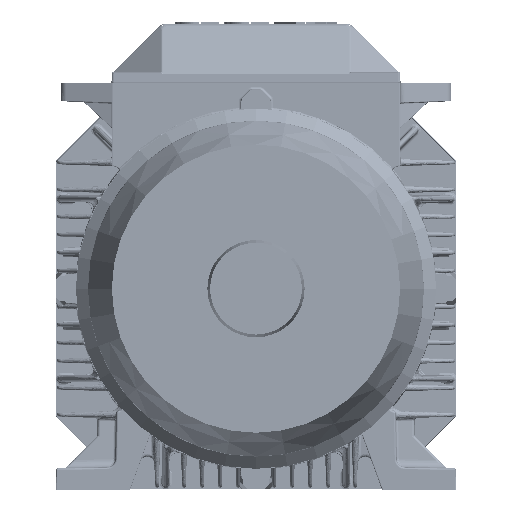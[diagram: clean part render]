
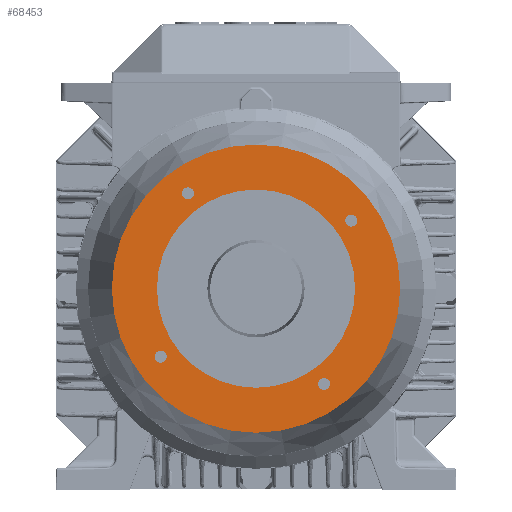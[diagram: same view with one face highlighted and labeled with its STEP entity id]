
A CAD part, left-side view. The second image highlights one B-rep face of the part: STEP entity #68453.
In plain terms, the highlighted planar face has unit normal (-1, 0, 0).
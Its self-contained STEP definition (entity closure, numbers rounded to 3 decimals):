
#701=FACE_BOUND('',#79079,.T.);
#702=FACE_BOUND('',#79080,.T.);
#703=FACE_BOUND('',#79081,.T.);
#704=FACE_BOUND('',#79082,.T.);
#705=FACE_BOUND('',#79083,.T.);
#706=FACE_BOUND('',#79084,.T.);
#8227=CIRCLE('',#169934,3.324);
#8228=CIRCLE('',#169936,3.324);
#8231=CIRCLE('',#169941,3.324);
#8232=CIRCLE('',#169943,3.324);
#8235=CIRCLE('',#169948,3.324);
#8236=CIRCLE('',#169950,3.324);
#8239=CIRCLE('',#169955,3.324);
#8240=CIRCLE('',#169957,3.324);
#8259=CIRCLE('',#169983,80.);
#8260=CIRCLE('',#169985,80.);
#8261=CIRCLE('',#169987,55.);
#8262=CIRCLE('',#169988,55.);
#68453=ADVANCED_FACE('',(#701,#702,#703,#704,#705,#706),#69342,.T.);
#69342=PLANE('',#169989);
#79079=EDGE_LOOP('',(#102355,#102356));
#79080=EDGE_LOOP('',(#102357,#102358));
#79081=EDGE_LOOP('',(#102359,#102360));
#79082=EDGE_LOOP('',(#102361,#102362));
#79083=EDGE_LOOP('',(#102363,#102364));
#79084=EDGE_LOOP('',(#102365,#102366));
#102355=ORIENTED_EDGE('',*,*,#148814,.T.);
#102356=ORIENTED_EDGE('',*,*,#148812,.T.);
#102357=ORIENTED_EDGE('',*,*,#148782,.T.);
#102358=ORIENTED_EDGE('',*,*,#148780,.T.);
#102359=ORIENTED_EDGE('',*,*,#148776,.T.);
#102360=ORIENTED_EDGE('',*,*,#148774,.T.);
#102361=ORIENTED_EDGE('',*,*,#148770,.T.);
#102362=ORIENTED_EDGE('',*,*,#148768,.T.);
#102363=ORIENTED_EDGE('',*,*,#148764,.T.);
#102364=ORIENTED_EDGE('',*,*,#148762,.T.);
#102365=ORIENTED_EDGE('',*,*,#148815,.T.);
#102366=ORIENTED_EDGE('',*,*,#148816,.T.);
#125553=VERTEX_POINT('',#352679);
#125554=VERTEX_POINT('',#352681);
#125557=VERTEX_POINT('',#352692);
#125558=VERTEX_POINT('',#352694);
#125561=VERTEX_POINT('',#352705);
#125562=VERTEX_POINT('',#352707);
#125565=VERTEX_POINT('',#352718);
#125566=VERTEX_POINT('',#352720);
#125589=VERTEX_POINT('',#352782);
#125590=VERTEX_POINT('',#352784);
#125591=VERTEX_POINT('',#352790);
#125592=VERTEX_POINT('',#352791);
#148762=EDGE_CURVE('',#125554,#125553,#8227,.T.);
#148764=EDGE_CURVE('',#125553,#125554,#8228,.T.);
#148768=EDGE_CURVE('',#125558,#125557,#8231,.T.);
#148770=EDGE_CURVE('',#125557,#125558,#8232,.T.);
#148774=EDGE_CURVE('',#125562,#125561,#8235,.T.);
#148776=EDGE_CURVE('',#125561,#125562,#8236,.T.);
#148780=EDGE_CURVE('',#125566,#125565,#8239,.T.);
#148782=EDGE_CURVE('',#125565,#125566,#8240,.T.);
#148812=EDGE_CURVE('',#125590,#125589,#8259,.T.);
#148814=EDGE_CURVE('',#125589,#125590,#8260,.T.);
#148815=EDGE_CURVE('',#125591,#125592,#8261,.T.);
#148816=EDGE_CURVE('',#125592,#125591,#8262,.T.);
#169934=AXIS2_PLACEMENT_3D('',#352680,#190767,#190768);
#169936=AXIS2_PLACEMENT_3D('',#352684,#190772,#190773);
#169941=AXIS2_PLACEMENT_3D('',#352693,#190783,#190784);
#169943=AXIS2_PLACEMENT_3D('',#352697,#190788,#190789);
#169948=AXIS2_PLACEMENT_3D('',#352706,#190799,#190800);
#169950=AXIS2_PLACEMENT_3D('',#352710,#190804,#190805);
#169955=AXIS2_PLACEMENT_3D('',#352719,#190815,#190816);
#169957=AXIS2_PLACEMENT_3D('',#352723,#190820,#190821);
#169983=AXIS2_PLACEMENT_3D('',#352783,#190883,#190884);
#169985=AXIS2_PLACEMENT_3D('',#352787,#190888,#190889);
#169987=AXIS2_PLACEMENT_3D('',#352789,#190892,#190893);
#169988=AXIS2_PLACEMENT_3D('',#352792,#190894,#190895);
#169989=AXIS2_PLACEMENT_3D('',#352793,#190896,#190897);
#190767=DIRECTION('',(1.,0.,0.));
#190768=DIRECTION('',(0.,0.,1.));
#190772=DIRECTION('',(1.,0.,0.));
#190773=DIRECTION('',(0.,0.,1.));
#190783=DIRECTION('',(1.,0.,0.));
#190784=DIRECTION('',(0.,1.,0.));
#190788=DIRECTION('',(1.,0.,0.));
#190789=DIRECTION('',(0.,1.,0.));
#190799=DIRECTION('',(1.,0.,0.));
#190800=DIRECTION('',(0.,0.,-1.));
#190804=DIRECTION('',(1.,0.,0.));
#190805=DIRECTION('',(0.,0.,-1.));
#190815=DIRECTION('',(1.,0.,0.));
#190816=DIRECTION('',(0.,-1.,0.));
#190820=DIRECTION('',(1.,0.,0.));
#190821=DIRECTION('',(0.,-1.,0.));
#190883=DIRECTION('',(-1.,0.,0.));
#190884=DIRECTION('',(0.,1.,0.));
#190888=DIRECTION('',(-1.,0.,0.));
#190889=DIRECTION('',(0.,1.,0.));
#190892=DIRECTION('',(1.,0.,0.));
#190893=DIRECTION('',(0.,0.,-1.));
#190894=DIRECTION('',(1.,0.,0.));
#190895=DIRECTION('',(0.,0.,-1.));
#190896=DIRECTION('',(-1.,0.,0.));
#190897=DIRECTION('',(0.,0.,1.));
#352679=CARTESIAN_POINT('',(-50.5,37.783,56.215));
#352680=CARTESIAN_POINT('',(-50.5,37.783,52.891));
#352681=CARTESIAN_POINT('',(-50.5,37.783,49.568));
#352684=CARTESIAN_POINT('',(-50.5,37.783,52.891));
#352692=CARTESIAN_POINT('',(-50.5,56.215,-37.783));
#352693=CARTESIAN_POINT('',(-50.5,52.891,-37.783));
#352694=CARTESIAN_POINT('',(-50.5,49.568,-37.783));
#352697=CARTESIAN_POINT('',(-50.5,52.891,-37.783));
#352705=CARTESIAN_POINT('',(-50.5,-37.783,-56.215));
#352706=CARTESIAN_POINT('',(-50.5,-37.783,-52.891));
#352707=CARTESIAN_POINT('',(-50.5,-37.783,-49.568));
#352710=CARTESIAN_POINT('',(-50.5,-37.783,-52.891));
#352718=CARTESIAN_POINT('',(-50.5,-56.215,37.783));
#352719=CARTESIAN_POINT('',(-50.5,-52.891,37.783));
#352720=CARTESIAN_POINT('',(-50.5,-49.568,37.783));
#352723=CARTESIAN_POINT('',(-50.5,-52.891,37.783));
#352782=CARTESIAN_POINT('',(-50.5,80.,0.));
#352783=CARTESIAN_POINT('',(-50.5,0.,0.));
#352784=CARTESIAN_POINT('',(-50.5,-80.,0.));
#352787=CARTESIAN_POINT('',(-50.5,0.,0.));
#352789=CARTESIAN_POINT('',(-50.5,0.,0.));
#352790=CARTESIAN_POINT('',(-50.5,0.,55.));
#352791=CARTESIAN_POINT('',(-50.5,0.,-55.));
#352792=CARTESIAN_POINT('',(-50.5,0.,0.));
#352793=CARTESIAN_POINT('',(-50.5,0.,0.));
